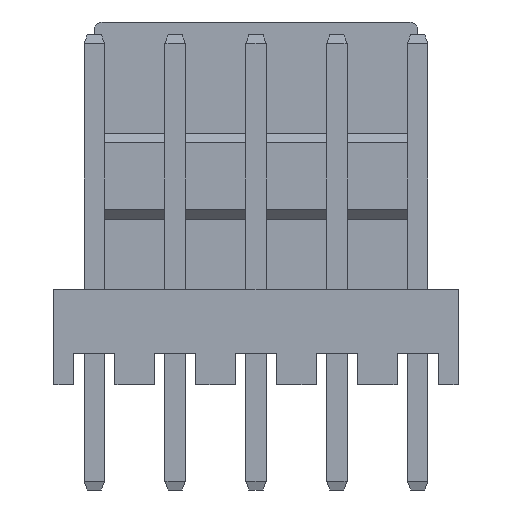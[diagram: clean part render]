
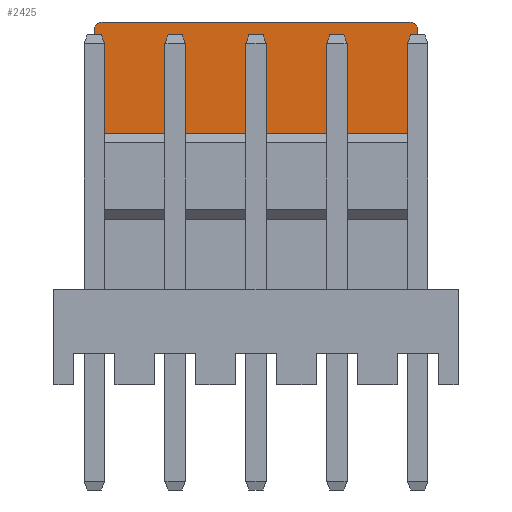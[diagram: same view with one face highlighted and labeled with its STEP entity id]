
A CAD part, front view. The second image highlights one B-rep face of the part: STEP entity #2425.
In plain terms, the highlighted planar face has unit normal (0, -1, 0).
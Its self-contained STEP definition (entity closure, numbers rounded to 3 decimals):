
#43 = CARTESIAN_POINT ( 'NONE',  ( 0.25, 1.5, 11.4 ) ) ;
#112 = EDGE_CURVE ( 'NONE', #2049, #1435, #3726, .T. ) ;
#233 = VECTOR ( 'NONE', #1881, 1000. ) ;
#288 = CARTESIAN_POINT ( 'NONE',  ( 9.91, 1.5, 11.4 ) ) ;
#296 = VERTEX_POINT ( 'NONE', #541 ) ;
#343 = ORIENTED_EDGE ( 'NONE', *, *, #883, .T. ) ;
#481 = LINE ( 'NONE', #909, #233 ) ;
#524 = LINE ( 'NONE', #1148, #2738 ) ;
#533 = CIRCLE ( 'NONE', #1789, 0.25 ) ;
#541 = CARTESIAN_POINT ( 'NONE',  ( 0., 1.5, 7.9 ) ) ;
#708 = CARTESIAN_POINT ( 'NONE',  ( 10.16, 1.5, 7.9 ) ) ;
#725 = DIRECTION ( 'NONE',  ( 0., 0., -1. ) ) ;
#779 = VECTOR ( 'NONE', #3101, 1000. ) ;
#800 = EDGE_CURVE ( 'NONE', #296, #1894, #2536, .T. ) ;
#839 = VECTOR ( 'NONE', #1641, 1000. ) ;
#883 = EDGE_CURVE ( 'NONE', #2859, #3830, #481, .T. ) ;
#909 = CARTESIAN_POINT ( 'NONE',  ( 10.16, 1.5, 0. ) ) ;
#1148 = CARTESIAN_POINT ( 'NONE',  ( 10.16, 1.5, 7.9 ) ) ;
#1158 = DIRECTION ( 'NONE',  ( 1., 0., 0. ) ) ;
#1207 = ORIENTED_EDGE ( 'NONE', *, *, #3197, .F. ) ;
#1281 = DIRECTION ( 'NONE',  ( 0., 1., 0. ) ) ;
#1310 = CARTESIAN_POINT ( 'NONE',  ( 10.16, 1.5, 11.4 ) ) ;
#1435 = VERTEX_POINT ( 'NONE', #288 ) ;
#1576 = DIRECTION ( 'NONE',  ( 0., 0., -1. ) ) ;
#1641 = DIRECTION ( 'NONE',  ( 1., 0., 0. ) ) ;
#1689 = DIRECTION ( 'NONE',  ( 0., 0., 1. ) ) ;
#1789 = AXIS2_PLACEMENT_3D ( 'NONE', #3857, #1281, #1576 ) ;
#1818 = CARTESIAN_POINT ( 'NONE',  ( 0., 1.5, 0. ) ) ;
#1871 = CARTESIAN_POINT ( 'NONE',  ( 0., 1.5, 11.15 ) ) ;
#1881 = DIRECTION ( 'NONE',  ( 0., 0., 1. ) ) ;
#1894 = VERTEX_POINT ( 'NONE', #1871 ) ;
#2012 = EDGE_CURVE ( 'NONE', #1435, #3830, #533, .T. ) ;
#2044 = CARTESIAN_POINT ( 'NONE',  ( 0.25, 1.5, 11.15 ) ) ;
#2049 = VERTEX_POINT ( 'NONE', #43 ) ;
#2086 = CARTESIAN_POINT ( 'NONE',  ( 10.16, 1.5, 7.9 ) ) ;
#2118 = ORIENTED_EDGE ( 'NONE', *, *, #4019, .T. ) ;
#2356 = ORIENTED_EDGE ( 'NONE', *, *, #800, .F. ) ;
#2425 = ADVANCED_FACE ( 'NONE', ( #3509 ), #3628, .T. ) ;
#2536 = LINE ( 'NONE', #1818, #779 ) ;
#2550 = AXIS2_PLACEMENT_3D ( 'NONE', #708, #2642, #725 ) ;
#2614 = CIRCLE ( 'NONE', #2843, 0.25 ) ;
#2642 = DIRECTION ( 'NONE',  ( 0., -1., 0. ) ) ;
#2738 = VECTOR ( 'NONE', #1158, 1000. ) ;
#2806 = CARTESIAN_POINT ( 'NONE',  ( 10.16, 1.5, 11.15 ) ) ;
#2843 = AXIS2_PLACEMENT_3D ( 'NONE', #2044, #3005, #1689 ) ;
#2859 = VERTEX_POINT ( 'NONE', #2086 ) ;
#3005 = DIRECTION ( 'NONE',  ( 0., 1., 0. ) ) ;
#3101 = DIRECTION ( 'NONE',  ( 0., 0., 1. ) ) ;
#3197 = EDGE_CURVE ( 'NONE', #1894, #2049, #2614, .T. ) ;
#3222 = EDGE_LOOP ( 'NONE', ( #3464, #4075, #1207, #2356, #2118, #343 ) ) ;
#3464 = ORIENTED_EDGE ( 'NONE', *, *, #2012, .F. ) ;
#3509 = FACE_OUTER_BOUND ( 'NONE', #3222, .T. ) ;
#3628 = PLANE ( 'NONE',  #2550 ) ;
#3726 = LINE ( 'NONE', #1310, #839 ) ;
#3830 = VERTEX_POINT ( 'NONE', #2806 ) ;
#3857 = CARTESIAN_POINT ( 'NONE',  ( 9.91, 1.5, 11.15 ) ) ;
#4019 = EDGE_CURVE ( 'NONE', #296, #2859, #524, .T. ) ;
#4075 = ORIENTED_EDGE ( 'NONE', *, *, #112, .F. ) ;
